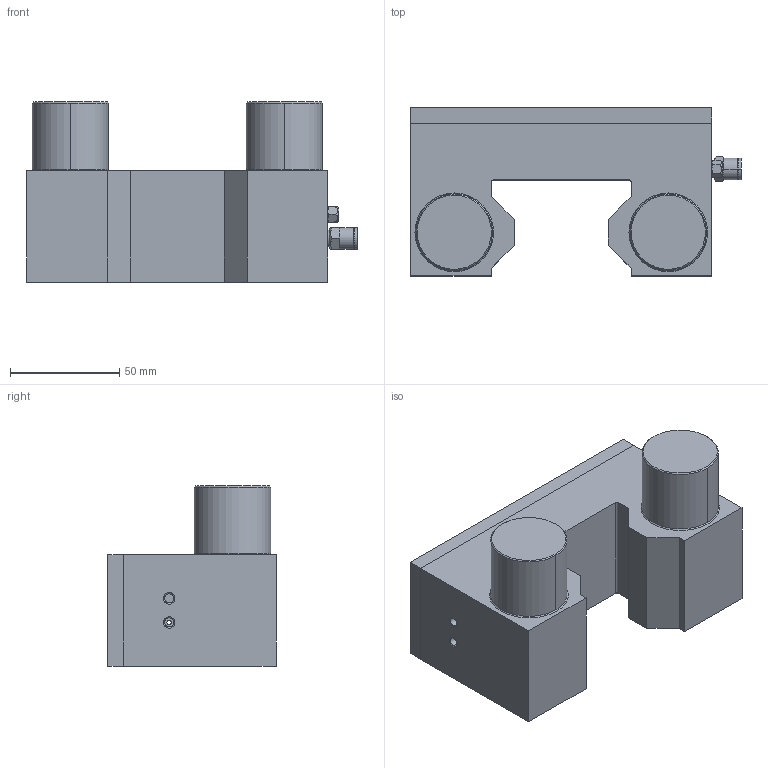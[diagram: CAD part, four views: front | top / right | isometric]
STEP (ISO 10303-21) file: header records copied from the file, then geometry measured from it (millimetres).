
FILE_DESCRIPTION (( 'STEP AP214' ), '1' );
FILE_NAME ('CPS65R(³£±ÕÐÍ).STEP', '2019-10-17T03:25:14', ( 'USER-' ), ( 'MS' ), 'SwSTEP 2.0', 'SolidWorks 2012', '' );
FILE_SCHEMA (( 'AUTOMOTIVE_DESIGN' ));
Length unit declared in the file: millimetre
Products named in the file (1): CPS65R(都敕倰)
Bounding box: 151.5 x 77 x 82.5 mm (x, y, z)
Volume: 478346.6 mm3; surface area: 77078.5 mm2
Topology: 6 solids, 6 shells, 159 faces, 362 edges, 220 vertices
Faces by surface type: cylinder 54, plane 53, cone 48, torus 4
Entity records: 6540 total; most frequent: CARTESIAN_POINT 1090, DIRECTION 790, ORIENTED_EDGE 708, EDGE_CURVE 354, AXIS2_PLACEMENT_3D 308, VERTEX_POINT 220, EDGE_LOOP 186, LINE 174
